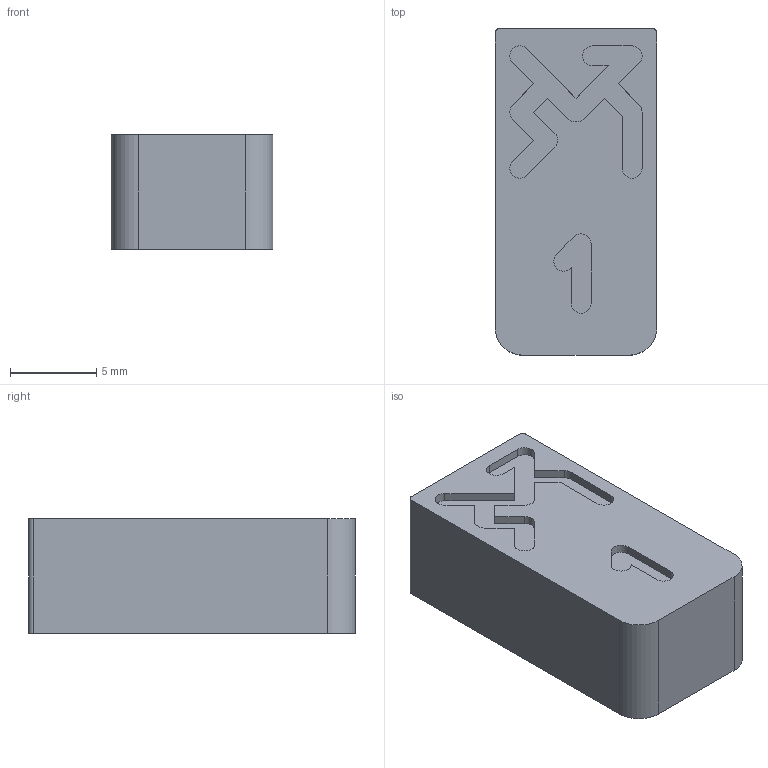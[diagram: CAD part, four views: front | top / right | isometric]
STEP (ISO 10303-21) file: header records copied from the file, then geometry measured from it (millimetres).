
FILE_DESCRIPTION(/* description */ (''),/* implementation_level */ '2;1');
FILE_NAME(/* name */ 'ExportBlocker_EngravedLogo.step',/* time_stamp */ '2020-08-09T15:29:11+02:00',/* author */ (''),/* organization */ (''),/* preprocessor_version */ 'ST-DEVELOPER v18.1',/* originating_system */ 'Autodesk Translation Framework v9.3.0.1241',/* authorisation */ '');
FILE_SCHEMA (('AUTOMOTIVE_DESIGN { 1 0 10303 214 3 1 1 }'));
Length unit declared in the file: millimetre
Products named in the file (1): SpecialBlocker
Bounding box: 9.38 x 18.9 x 6.64 mm (x, y, z)
Volume: 1145.4 mm3; surface area: 766.4 mm2
Topology: 1 solids, 1 shells, 48 faces, 129 edges, 86 vertices
Faces by surface type: plane 31, cylinder 17
Full cylindrical faces by diameter (mm): 1.6 x1
Entity records: 1547 total; most frequent: CARTESIAN_POINT 264, DIRECTION 261, ORIENTED_EDGE 258, EDGE_CURVE 129, LINE 95, VECTOR 95, VERTEX_POINT 86, AXIS2_PLACEMENT_3D 83
